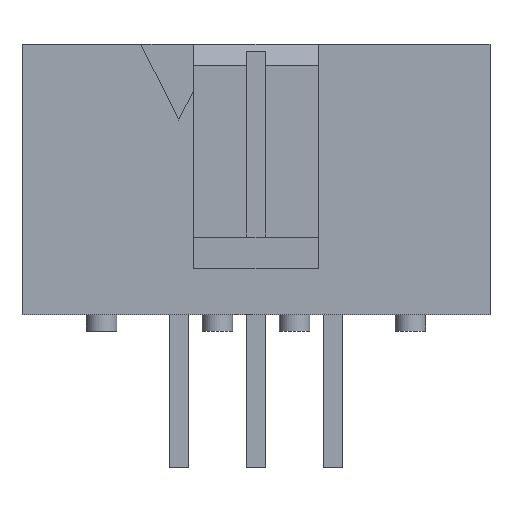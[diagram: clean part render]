
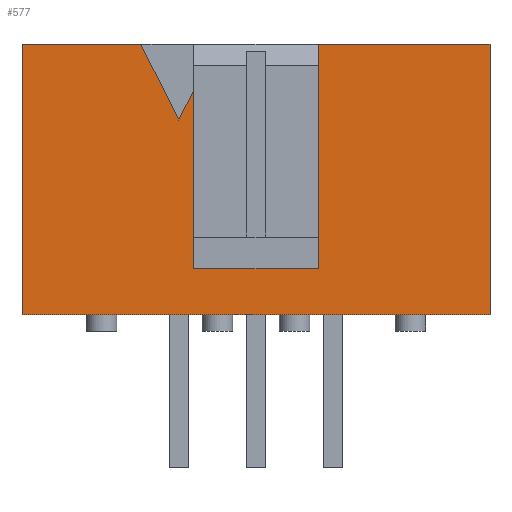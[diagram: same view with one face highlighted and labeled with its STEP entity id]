
A CAD part, front view. The second image highlights one B-rep face of the part: STEP entity #577.
In plain terms, the highlighted planar face has unit normal (0, -1, 0).
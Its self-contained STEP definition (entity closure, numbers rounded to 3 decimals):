
#577=ADVANCED_FACE('',(#797),#687,.T.);
#687=PLANE('',#2662);
#797=FACE_OUTER_BOUND('',#917,.T.);
#917=EDGE_LOOP('',(#1306,#1307,#1308,#1309,#1310,#1311,#1312,#1313,#1314,
#1315));
#1306=ORIENTED_EDGE('',*,*,#1950,.T.);
#1307=ORIENTED_EDGE('',*,*,#1946,.T.);
#1308=ORIENTED_EDGE('',*,*,#1952,.T.);
#1309=ORIENTED_EDGE('',*,*,#1953,.F.);
#1310=ORIENTED_EDGE('',*,*,#1954,.T.);
#1311=ORIENTED_EDGE('',*,*,#1943,.T.);
#1312=ORIENTED_EDGE('',*,*,#1955,.T.);
#1313=ORIENTED_EDGE('',*,*,#1884,.T.);
#1314=ORIENTED_EDGE('',*,*,#1877,.T.);
#1315=ORIENTED_EDGE('',*,*,#1956,.T.);
#1639=VERTEX_POINT('',#3552);
#1640=VERTEX_POINT('',#3553);
#1646=VERTEX_POINT('',#3567);
#1686=VERTEX_POINT('',#3683);
#1687=VERTEX_POINT('',#3685);
#1688=VERTEX_POINT('',#3689);
#1690=VERTEX_POINT('',#3692);
#1693=VERTEX_POINT('',#3700);
#1694=VERTEX_POINT('',#3704);
#1695=VERTEX_POINT('',#3706);
#1877=EDGE_CURVE('',#1639,#1640,#2151,.T.);
#1884=EDGE_CURVE('',#1646,#1639,#2158,.T.);
#1943=EDGE_CURVE('',#1687,#1686,#2217,.T.);
#1946=EDGE_CURVE('',#1690,#1688,#2220,.T.);
#1950=EDGE_CURVE('',#1693,#1690,#2224,.T.);
#1952=EDGE_CURVE('',#1688,#1694,#2226,.T.);
#1953=EDGE_CURVE('',#1695,#1694,#2227,.T.);
#1954=EDGE_CURVE('',#1695,#1687,#2228,.T.);
#1955=EDGE_CURVE('',#1686,#1646,#2229,.T.);
#1956=EDGE_CURVE('',#1640,#1693,#2230,.T.);
#2151=LINE('',#3551,#2425);
#2158=LINE('',#3566,#2432);
#2217=LINE('',#3684,#2491);
#2220=LINE('',#3691,#2494);
#2224=LINE('',#3699,#2498);
#2226=LINE('',#3703,#2500);
#2227=LINE('',#3705,#2501);
#2228=LINE('',#3707,#2502);
#2229=LINE('',#3708,#2503);
#2230=LINE('',#3709,#2504);
#2425=VECTOR('',#2994,1.);
#2432=VECTOR('',#3003,1.);
#2491=VECTOR('',#3098,1.);
#2494=VECTOR('',#3103,1.);
#2498=VECTOR('',#3109,1.);
#2500=VECTOR('',#3113,1.);
#2501=VECTOR('',#3114,1.);
#2502=VECTOR('',#3115,1.);
#2503=VECTOR('',#3116,1.);
#2504=VECTOR('',#3117,1.);
#2662=AXIS2_PLACEMENT_3D('',#3710,#3118,#3119);
#2994=DIRECTION('',(-1.,0.,0.));
#3003=DIRECTION('',(0.,0.,-1.));
#3098=DIRECTION('',(0.,0.,1.));
#3103=DIRECTION('',(-0.447,0.,0.894));
#3109=DIRECTION('',(-0.447,0.,-0.894));
#3113=DIRECTION('',(-1.,0.,0.));
#3114=DIRECTION('',(0.,0.,1.));
#3115=DIRECTION('',(1.,0.,0.));
#3116=DIRECTION('',(-1.,0.,0.));
#3117=DIRECTION('',(0.,0.,1.));
#3118=DIRECTION('',(0.,-1.,0.));
#3119=DIRECTION('',(1.,0.,0.));
#3551=CARTESIAN_POINT('',(2.05,-4.45,-7.4));
#3552=CARTESIAN_POINT('',(2.05,-4.45,-7.4));
#3553=CARTESIAN_POINT('',(-2.05,-4.45,-7.4));
#3566=CARTESIAN_POINT('',(2.05,-4.45,0.));
#3567=CARTESIAN_POINT('',(2.05,-4.45,0.));
#3683=CARTESIAN_POINT('',(7.7,-4.45,0.));
#3684=CARTESIAN_POINT('',(7.7,-4.45,-8.9));
#3685=CARTESIAN_POINT('',(7.7,-4.45,-8.9));
#3689=CARTESIAN_POINT('',(-3.79,-4.45,0.));
#3691=CARTESIAN_POINT('',(-2.54,-4.45,-2.5));
#3692=CARTESIAN_POINT('',(-2.54,-4.45,-2.5));
#3699=CARTESIAN_POINT('',(-2.05,-4.45,-1.52));
#3700=CARTESIAN_POINT('',(-2.05,-4.45,-1.52));
#3703=CARTESIAN_POINT('',(-3.79,-4.45,0.));
#3704=CARTESIAN_POINT('',(-7.7,-4.45,0.));
#3705=CARTESIAN_POINT('',(-7.7,-4.45,-8.9));
#3706=CARTESIAN_POINT('',(-7.7,-4.45,-8.9));
#3707=CARTESIAN_POINT('',(-7.62,-4.45,-8.9));
#3708=CARTESIAN_POINT('',(7.62,-4.45,0.));
#3709=CARTESIAN_POINT('',(-2.05,-4.45,-7.4));
#3710=CARTESIAN_POINT('',(-7.62,-4.45,-8.9));
